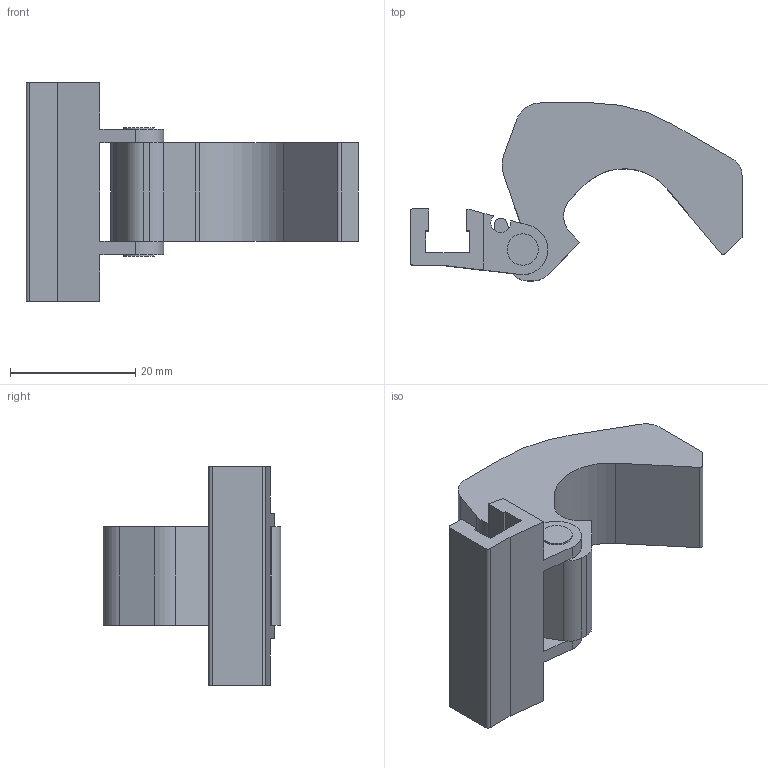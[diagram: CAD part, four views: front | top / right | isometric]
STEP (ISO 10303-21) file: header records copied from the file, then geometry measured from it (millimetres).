
FILE_DESCRIPTION( ( 'STEP AP203' ), '1' );
FILE_NAME( 'SICK BEF-KHZ-PT1-Order no.2022702-0-0-0.stp', '2018-12-17T14:39:45', ( '' ), ( '' ), ' ', 'PARTsolutions', ' ' );
FILE_SCHEMA( ( 'CONFIG_CONTROL_DESIGN' ) );
Length unit declared in the file: millimetre
Products named in the file (2): SICK BEF-KHZ-PT1-Order no.2022702-0-0-0; _SICK BEF-KHZ-PT1-Order no.2022702-1
Assembly tree (1 placements, depth 2):
  SICK BEF-KHZ-PT1-Order no.2022702-0-0-0
    _SICK BEF-KHZ-PT1-Order no.2022702-1
Bounding box: 53 x 28.4 x 35 mm (x, y, z)
Volume: 11854.9 mm3; surface area: 5865 mm2
Topology: 1 solids, 1 shells, 67 faces, 188 edges, 123 vertices
Faces by surface type: plane 45, cylinder 22
Full cylindrical faces by diameter (mm): 5 x2
Entity records: 2220 total; most frequent: CARTESIAN_POINT 376, DIRECTION 373, ORIENTED_EDGE 370, EDGE_CURVE 185, LINE 135, VECTOR 135, VERTEX_POINT 122, AXIS2_PLACEMENT_3D 119
